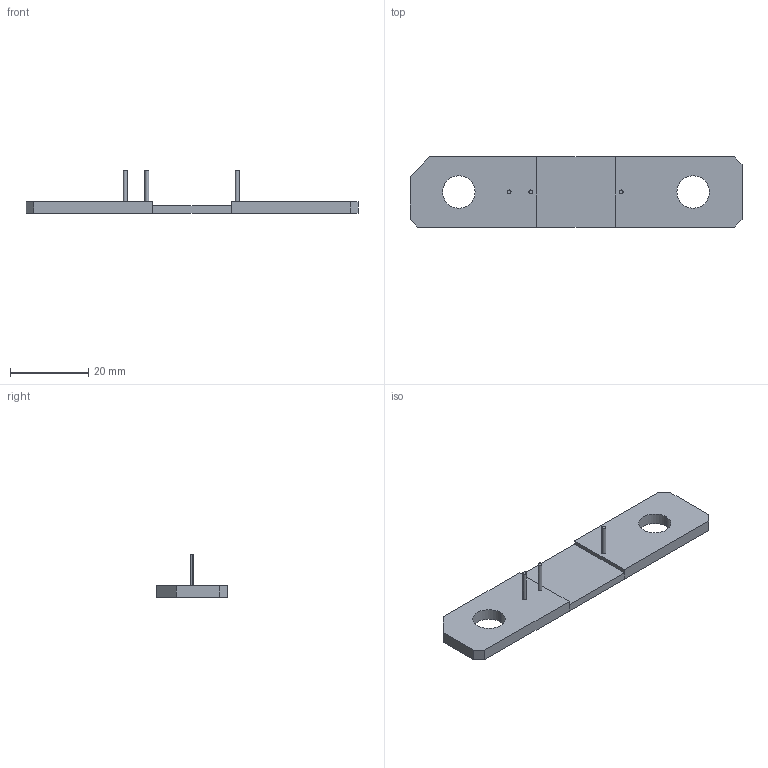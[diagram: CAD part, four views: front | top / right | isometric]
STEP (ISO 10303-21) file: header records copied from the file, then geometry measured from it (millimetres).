
FILE_DESCRIPTION((''),'2;1');
FILE_NAME('CSM2F-8518_L200J3_ASM','2021-09-02T13:47:58',('juanbo'),(''),'CREO PARAMETRIC BY PTC INC, 2018050','CREO PARAMETRIC BY PTC INC, 2018050','');
FILE_SCHEMA(('CONFIG_CONTROL_DESIGN'));
Length unit declared in the file: millimetre
Products named in the file (4): C-8518-L200; R-8518-L200; SENSEPINS; CSM2F-8518_L200J3_ASM
Assembly tree (5 placements, depth 2):
  CSM2F-8518_L200J3_ASM
    C-8518-L200
    R-8518-L200
    SENSEPINS  x3
Bounding box: 85 x 18 x 11.07 mm (x, y, z)
Volume: 3869.7 mm3; surface area: 3841.3 mm2
Topology: 6 solids, 6 shells, 53 faces, 114 edges, 76 vertices
Faces by surface type: plane 31, cylinder 22
Entity records: 1254 total; most frequent: DIRECTION 214, CARTESIAN_POINT 198, ORIENTED_EDGE 180, EDGE_CURVE 90, AXIS2_PLACEMENT_3D 76, VECTOR 62, LINE 62, VERTEX_POINT 60
